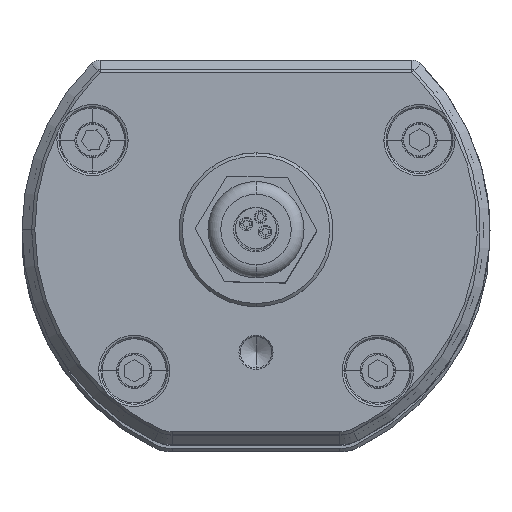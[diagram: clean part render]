
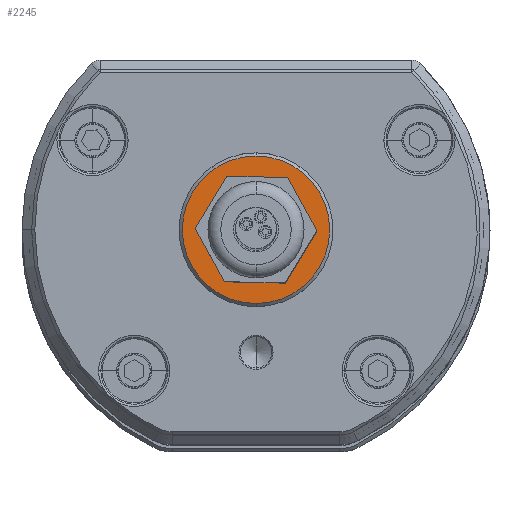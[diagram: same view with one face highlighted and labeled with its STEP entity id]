
A CAD part, top view. The second image highlights one B-rep face of the part: STEP entity #2245.
In plain terms, the highlighted planar face has unit normal (0, 0, 1).
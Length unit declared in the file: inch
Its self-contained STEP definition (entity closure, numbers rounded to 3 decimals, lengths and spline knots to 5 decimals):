
#472 = AXIS2_PLACEMENT_3D ( 'NONE', #527, #6010, #10073 ) ;
#527 = CARTESIAN_POINT ( 'NONE',  ( 0., 0., 0.1378 ) ) ;
#533 = ORIENTED_EDGE ( 'NONE', *, *, #7570, .F. ) ;
#1612 = VERTEX_POINT ( 'NONE', #16602 ) ;
#2169 = EDGE_LOOP ( 'NONE', ( #11543, #15671 ) ) ;
#2245 = ADVANCED_FACE ( 'NONE', ( #10180, #7394 ), #7663, .T. ) ;
#2440 = VERTEX_POINT ( 'NONE', #12301 ) ;
#2544 = DIRECTION ( 'NONE',  ( 0., 1., 0. ) ) ;
#2552 = CIRCLE ( 'NONE', #12922, 0.31496 ) ;
#3698 = VERTEX_POINT ( 'NONE', #15026 ) ;
#3714 = CIRCLE ( 'NONE', #14080, 0.45276 ) ;
#3941 = CARTESIAN_POINT ( 'NONE',  ( 0., 0., 0.1378 ) ) ;
#4716 = DIRECTION ( 'NONE',  ( 0., 0., -1. ) ) ;
#5119 = DIRECTION ( 'NONE',  ( 0., 0., -1. ) ) ;
#5313 = AXIS2_PLACEMENT_3D ( 'NONE', #12049, #4716, #15273 ) ;
#5839 = VERTEX_POINT ( 'NONE', #6934 ) ;
#5941 = AXIS2_PLACEMENT_3D ( 'NONE', #15809, #14778, #13293 ) ;
#6010 = DIRECTION ( 'NONE',  ( 0., 0., 1. ) ) ;
#6112 = EDGE_CURVE ( 'NONE', #3698, #5839, #3714, .T. ) ;
#6209 = CIRCLE ( 'NONE', #5313, 0.31496 ) ;
#6229 = CIRCLE ( 'NONE', #5941, 0.45276 ) ;
#6588 = EDGE_CURVE ( 'NONE', #2440, #1612, #2552, .T. ) ;
#6934 = CARTESIAN_POINT ( 'NONE',  ( 0., 0.45276, 0.1378 ) ) ;
#7394 = FACE_BOUND ( 'NONE', #2169, .T. ) ;
#7570 = EDGE_CURVE ( 'NONE', #5839, #3698, #6229, .T. ) ;
#7663 = PLANE ( 'NONE',  #472 ) ;
#9594 = DIRECTION ( 'NONE',  ( 0., 0., -1. ) ) ;
#10073 = DIRECTION ( 'NONE',  ( 1., 0., 0. ) ) ;
#10180 = FACE_OUTER_BOUND ( 'NONE', #17535, .T. ) ;
#10783 = DIRECTION ( 'NONE',  ( 0., -1., 0. ) ) ;
#11543 = ORIENTED_EDGE ( 'NONE', *, *, #6588, .T. ) ;
#12007 = ORIENTED_EDGE ( 'NONE', *, *, #6112, .F. ) ;
#12049 = CARTESIAN_POINT ( 'NONE',  ( 0., 0., 0.1378 ) ) ;
#12301 = CARTESIAN_POINT ( 'NONE',  ( 0., -0.31496, 0.1378 ) ) ;
#12922 = AXIS2_PLACEMENT_3D ( 'NONE', #17828, #5119, #10783 ) ;
#13293 = DIRECTION ( 'NONE',  ( 0., 1., 0. ) ) ;
#14080 = AXIS2_PLACEMENT_3D ( 'NONE', #3941, #9594, #2544 ) ;
#14778 = DIRECTION ( 'NONE',  ( 0., 0., -1. ) ) ;
#15026 = CARTESIAN_POINT ( 'NONE',  ( 0., -0.45276, 0.1378 ) ) ;
#15273 = DIRECTION ( 'NONE',  ( 0., -1., 0. ) ) ;
#15671 = ORIENTED_EDGE ( 'NONE', *, *, #16067, .T. ) ;
#15809 = CARTESIAN_POINT ( 'NONE',  ( 0., 0., 0.1378 ) ) ;
#16067 = EDGE_CURVE ( 'NONE', #1612, #2440, #6209, .T. ) ;
#16602 = CARTESIAN_POINT ( 'NONE',  ( 0., 0.31496, 0.1378 ) ) ;
#17535 = EDGE_LOOP ( 'NONE', ( #533, #12007 ) ) ;
#17828 = CARTESIAN_POINT ( 'NONE',  ( 0., 0., 0.1378 ) ) ;
